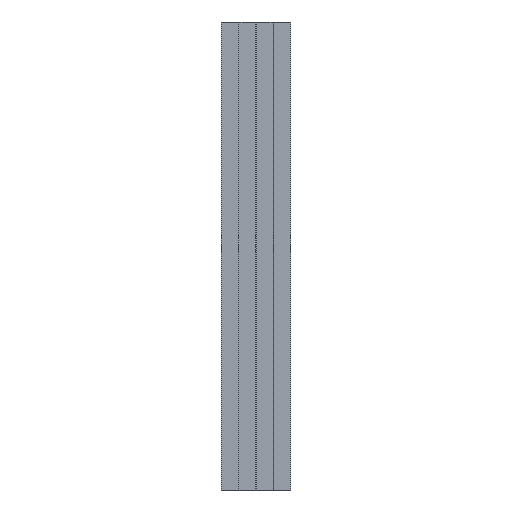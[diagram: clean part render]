
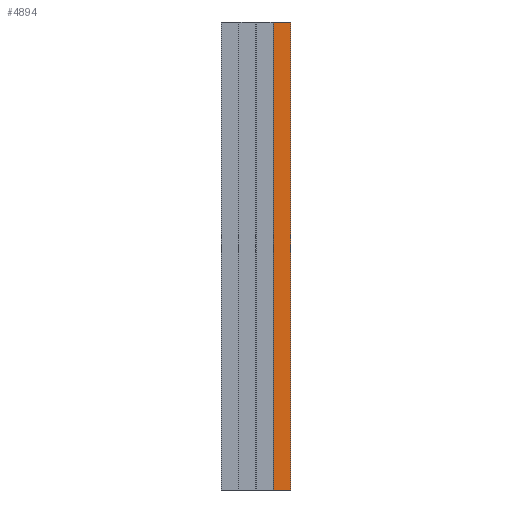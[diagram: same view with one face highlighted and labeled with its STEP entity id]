
A CAD part, left-side view. The second image highlights one B-rep face of the part: STEP entity #4894.
In plain terms, the highlighted planar face has unit normal (-1, 0, 0).
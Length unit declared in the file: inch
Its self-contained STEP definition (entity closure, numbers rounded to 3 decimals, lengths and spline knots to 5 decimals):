
#186=FACE_OUTER_BOUND('',#445,.T.);
#445=EDGE_LOOP('',(#3523,#3524,#3525,#3526));
#1094=LINE('',#7432,#1468);
#1215=LINE('',#7796,#1589);
#1274=LINE('',#8072,#1648);
#1275=LINE('',#8073,#1649);
#1468=VECTOR('',#5759,0.3937);
#1589=VECTOR('',#6068,39.37008);
#1648=VECTOR('',#6291,39.37008);
#1649=VECTOR('',#6292,39.37008);
#1842=VERTEX_POINT('',#7429);
#1843=VERTEX_POINT('',#7431);
#1992=VERTEX_POINT('',#7795);
#2127=VERTEX_POINT('',#8071);
#2350=EDGE_CURVE('',#1843,#1842,#1094,.T.);
#2532=EDGE_CURVE('',#1992,#1843,#1215,.T.);
#2670=EDGE_CURVE('',#2127,#1842,#1274,.T.);
#2671=EDGE_CURVE('',#2127,#1992,#1275,.T.);
#3523=ORIENTED_EDGE('',*,*,#2350,.T.);
#3524=ORIENTED_EDGE('',*,*,#2670,.F.);
#3525=ORIENTED_EDGE('',*,*,#2671,.T.);
#3526=ORIENTED_EDGE('',*,*,#2532,.T.);
#4728=PLANE('',#5277);
#4894=ADVANCED_FACE('',(#186),#4728,.T.);
#5277=AXIS2_PLACEMENT_3D('',#8070,#6289,#6290);
#5759=DIRECTION('',(0.,1.,0.));
#6068=DIRECTION('',(0.,0.,1.));
#6289=DIRECTION('center_axis',(-1.,0.,0.));
#6290=DIRECTION('ref_axis',(0.,0.,1.));
#6291=DIRECTION('',(0.,0.,1.));
#6292=DIRECTION('',(0.,-1.,0.));
#7429=CARTESIAN_POINT('',(-0.5,-0.505,-33.003));
#7431=CARTESIAN_POINT('',(-0.5,-1.,-33.003));
#7432=CARTESIAN_POINT('',(-0.5,-0.5,-33.003));
#7795=CARTESIAN_POINT('',(-0.5,-1.,-46.5));
#7796=CARTESIAN_POINT('',(-0.5,-1.,-46.5));
#8070=CARTESIAN_POINT('Origin',(-0.5,-1.,-46.5));
#8071=CARTESIAN_POINT('',(-0.5,-0.505,-46.5));
#8072=CARTESIAN_POINT('',(-0.5,-0.505,-46.5));
#8073=CARTESIAN_POINT('',(-0.5,-1.,-46.5));
